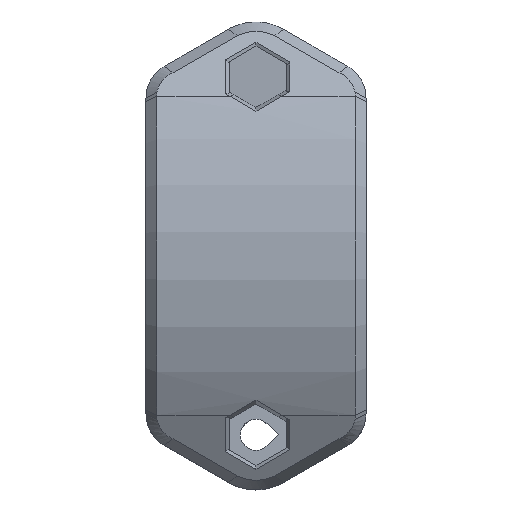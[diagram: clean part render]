
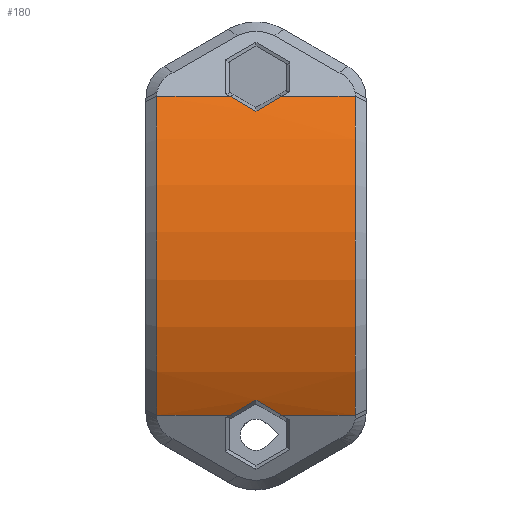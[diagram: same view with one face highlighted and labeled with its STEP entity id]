
A CAD part, top view. The second image highlights one B-rep face of the part: STEP entity #180.
In plain terms, the highlighted cylindrical face has radius 34.769 mm (diameter 69.539 mm), a partial arc.
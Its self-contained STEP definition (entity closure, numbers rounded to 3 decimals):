
#180=ADVANCED_FACE('',(#304),#306,.T.);
#304=FACE_BOUND('',#305,.T.);
#305=EDGE_LOOP('',(#1344,#1345,#1346,#1347,#1348,#1349,#1350,#1351,#1352,#1353));
#306=CYLINDRICAL_SURFACE('',#307,34.769);
#307=AXIS2_PLACEMENT_3D('',#308,#309,#310);
#308=CARTESIAN_POINT('',(-12.,0.,-13.624));
#309=DIRECTION('',(1.,0.,0.));
#310=DIRECTION('',(0.,0.5,0.866));
#1344=ORIENTED_EDGE('',*,*,#1944,.F.);
#1345=ORIENTED_EDGE('',*,*,#1945,.F.);
#1346=ORIENTED_EDGE('',*,*,#1946,.F.);
#1347=ORIENTED_EDGE('',*,*,#1947,.F.);
#1348=ORIENTED_EDGE('',*,*,#1948,.F.);
#1349=ORIENTED_EDGE('',*,*,#1949,.F.);
#1350=ORIENTED_EDGE('',*,*,#1950,.T.);
#1351=ORIENTED_EDGE('',*,*,#1951,.T.);
#1352=ORIENTED_EDGE('',*,*,#1952,.T.);
#1353=ORIENTED_EDGE('',*,*,#1953,.T.);
#1944=EDGE_CURVE('',#2244,#2245,#2246,.T.);
#1945=EDGE_CURVE('',#2247,#2244,#2248,.T.);
#1946=EDGE_CURVE('',#2249,#2247,#2250,.F.);
#1947=EDGE_CURVE('',#2251,#2249,#2252,.T.);
#1948=EDGE_CURVE('',#2253,#2251,#2254,.T.);
#1949=EDGE_CURVE('',#2255,#2253,#2256,.T.);
#1950=EDGE_CURVE('',#2255,#2257,#2258,.T.);
#1951=EDGE_CURVE('',#2257,#2259,#2260,.T.);
#1952=EDGE_CURVE('',#2259,#2261,#2262,.F.);
#1953=EDGE_CURVE('',#2261,#2245,#2263,.T.);
#2244=VERTEX_POINT('',#2724);
#2245=VERTEX_POINT('',#2725);
#2246=CIRCLE('',#2726,34.769);
#2247=VERTEX_POINT('',#2730);
#2248=LINE('',#2731,#2732);
#2249=VERTEX_POINT('',#2734);
#2250=B_SPLINE_CURVE_WITH_KNOTS('',3,
(#2735,#2736,#2737,#2738,#2739,#2740,#2741,#2742,#2743,#2744),
.UNSPECIFIED.,.F.,.F.,
(4,1,1,1,1,1,1,4),
(0.,0.276,0.506,0.667,0.794,0.883,
0.949,1.),
.UNSPECIFIED.);
#2251=VERTEX_POINT('',#2745);
#2252=B_SPLINE_CURVE_WITH_KNOTS('',3,
(#2746,#2747,#2748,#2749,#2750,#2751),
.UNSPECIFIED.,.F.,.F.,
(4,1,1,4),
(0.,0.333,0.667,1.),
.UNSPECIFIED.);
#2253=VERTEX_POINT('',#2752);
#2254=LINE('',#2753,#2754);
#2255=VERTEX_POINT('',#2756);
#2256=CIRCLE('',#2757,34.769);
#2257=VERTEX_POINT('',#2761);
#2258=LINE('',#2762,#2763);
#2259=VERTEX_POINT('',#2765);
#2260=B_SPLINE_CURVE_WITH_KNOTS('',3,
(#2766,#2767,#2768,#2769,#2770,#2771),
.UNSPECIFIED.,.F.,.F.,
(4,1,1,4),
(0.,0.333,0.667,1.),
.UNSPECIFIED.);
#2261=VERTEX_POINT('',#2772);
#2262=B_SPLINE_CURVE_WITH_KNOTS('',3,
(#2773,#2774,#2775,#2776,#2777,#2778,#2779,#2780,#2781,#2782),
.UNSPECIFIED.,.F.,.F.,
(4,1,1,1,1,1,1,4),
(0.,0.276,0.506,0.667,0.794,0.883,
0.949,1.),
.UNSPECIFIED.);
#2263=LINE('',#2783,#2784);
#2724=CARTESIAN_POINT('',(-10.8,-17.385,16.487));
#2725=CARTESIAN_POINT('',(-10.8,17.385,16.487));
#2726=AXIS2_PLACEMENT_3D('',#2727,#2728,#2729);
#2727=CARTESIAN_POINT('',(-10.8,0.,-13.624));
#2728=DIRECTION('',(-1.,0.,0.));
#2729=DIRECTION('',(0.,-0.5,0.866));
#2730=CARTESIAN_POINT('',(-2.827,-17.385,16.487));
#2731=CARTESIAN_POINT('',(-2.827,-17.385,16.487));
#2732=VECTOR('',#2733,1.);
#2733=DIRECTION('',(-1.,0.,0.));
#2734=CARTESIAN_POINT('',(0.,-15.744,17.376));
#2735=CARTESIAN_POINT('',(-2.827,-17.385,16.487));
#2736=CARTESIAN_POINT('',(-2.568,-17.234,16.574));
#2737=CARTESIAN_POINT('',(-2.092,-16.958,16.73));
#2738=CARTESIAN_POINT('',(-1.464,-16.594,16.931));
#2739=CARTESIAN_POINT('',(-0.976,-16.31,17.083));
#2740=CARTESIAN_POINT('',(-0.62,-16.104,17.191));
#2741=CARTESIAN_POINT('',(-0.354,-15.949,17.271));
#2742=CARTESIAN_POINT('',(-0.159,-15.836,17.329));
#2743=CARTESIAN_POINT('',(-0.048,-15.772,17.362));
#2744=CARTESIAN_POINT('',(0.,-15.744,17.376));
#2745=CARTESIAN_POINT('',(2.827,-17.385,16.487));
#2746=CARTESIAN_POINT('',(2.827,-17.385,16.487));
#2747=CARTESIAN_POINT('',(2.514,-17.203,16.592));
#2748=CARTESIAN_POINT('',(1.888,-16.84,16.797));
#2749=CARTESIAN_POINT('',(0.945,-16.292,17.094));
#2750=CARTESIAN_POINT('',(0.315,-15.927,17.283));
#2751=CARTESIAN_POINT('',(0.,-15.744,17.376));
#2752=CARTESIAN_POINT('',(10.8,-17.385,16.487));
#2753=CARTESIAN_POINT('',(10.8,-17.385,16.487));
#2754=VECTOR('',#2755,1.);
#2755=DIRECTION('',(-1.,0.,0.));
#2756=CARTESIAN_POINT('',(10.8,17.385,16.487));
#2757=AXIS2_PLACEMENT_3D('',#2758,#2759,#2760);
#2758=CARTESIAN_POINT('',(10.8,0.,-13.624));
#2759=DIRECTION('',(1.,0.,0.));
#2760=DIRECTION('',(0.,0.5,0.866));
#2761=CARTESIAN_POINT('',(2.827,17.385,16.487));
#2762=CARTESIAN_POINT('',(10.8,17.385,16.487));
#2763=VECTOR('',#2764,1.);
#2764=DIRECTION('',(-1.,0.,0.));
#2765=CARTESIAN_POINT('',(0.,15.744,17.376));
#2766=CARTESIAN_POINT('',(2.827,17.385,16.487));
#2767=CARTESIAN_POINT('',(2.514,17.203,16.592));
#2768=CARTESIAN_POINT('',(1.888,16.84,16.797));
#2769=CARTESIAN_POINT('',(0.945,16.292,17.094));
#2770=CARTESIAN_POINT('',(0.315,15.927,17.283));
#2771=CARTESIAN_POINT('',(0.,15.744,17.376));
#2772=CARTESIAN_POINT('',(-2.827,17.385,16.487));
#2773=CARTESIAN_POINT('',(-2.827,17.385,16.487));
#2774=CARTESIAN_POINT('',(-2.568,17.234,16.574));
#2775=CARTESIAN_POINT('',(-2.092,16.958,16.73));
#2776=CARTESIAN_POINT('',(-1.464,16.594,16.931));
#2777=CARTESIAN_POINT('',(-0.976,16.31,17.083));
#2778=CARTESIAN_POINT('',(-0.62,16.104,17.191));
#2779=CARTESIAN_POINT('',(-0.354,15.949,17.271));
#2780=CARTESIAN_POINT('',(-0.159,15.836,17.329));
#2781=CARTESIAN_POINT('',(-0.048,15.772,17.362));
#2782=CARTESIAN_POINT('',(0.,15.744,17.376));
#2783=CARTESIAN_POINT('',(-2.827,17.385,16.487));
#2784=VECTOR('',#2785,1.);
#2785=DIRECTION('',(-1.,0.,0.));
